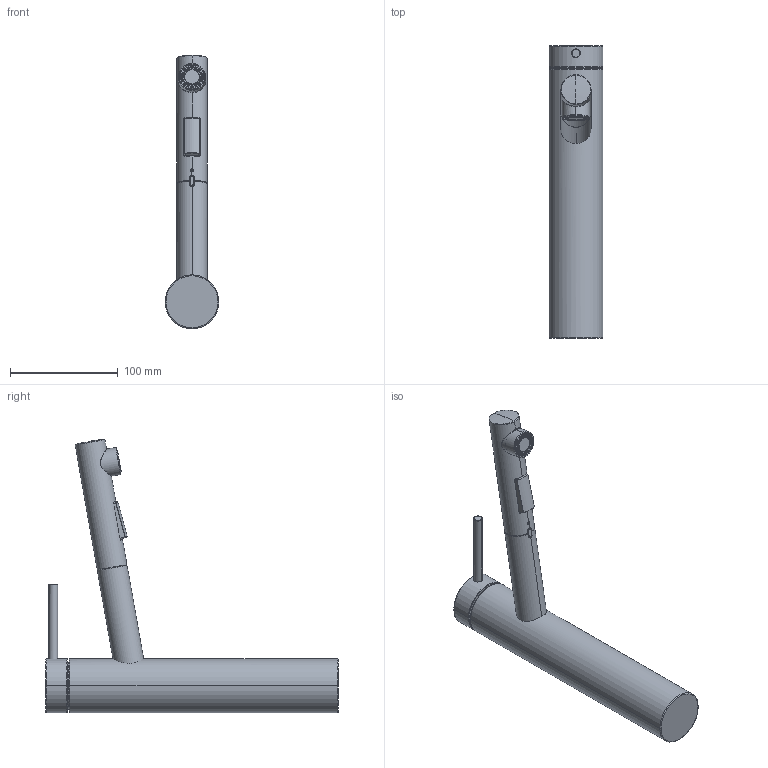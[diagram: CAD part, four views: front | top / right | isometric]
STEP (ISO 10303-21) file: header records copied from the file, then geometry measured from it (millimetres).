
FILE_DESCRIPTION(('STEP AP214'),'1');
FILE_NAME('V_Namor 2.STP','2026-01-07T10:21:02',(' '),(' '),'Spatial InterOp 3D',' ',' ');
FILE_SCHEMA(('AUTOMOTIVE_DESIGN { 1 0 10303 214 1 1 1 1 }'));
Length unit declared in the file: millimetre
Products named in the file (2): V_Namor 2; ASSEM1
Assembly tree (1 placements, depth 2):
  V_Namor 2
    ASSEM1
Bounding box: 50 x 271.61 x 253.94 mm (x, y, z)
Volume: 565765.1 mm3; surface area: 95482.7 mm2
Topology: 18 solids, 25 shells, 785 faces, 2149 edges, 1427 vertices
Faces by surface type: plane 270, cylinder 262, bspline 88, cone 86, torus 65, sphere 14
Entity records: 34395 total; most frequent: CARTESIAN_POINT 15973, ORIENTED_EDGE 4232, DIRECTION 3175, EDGE_CURVE 2140, VERTEX_POINT 1427, AXIS2_PLACEMENT_3D 1182, EDGE_LOOP 865, B_SPLINE_CURVE_WITH_KNOTS 846
